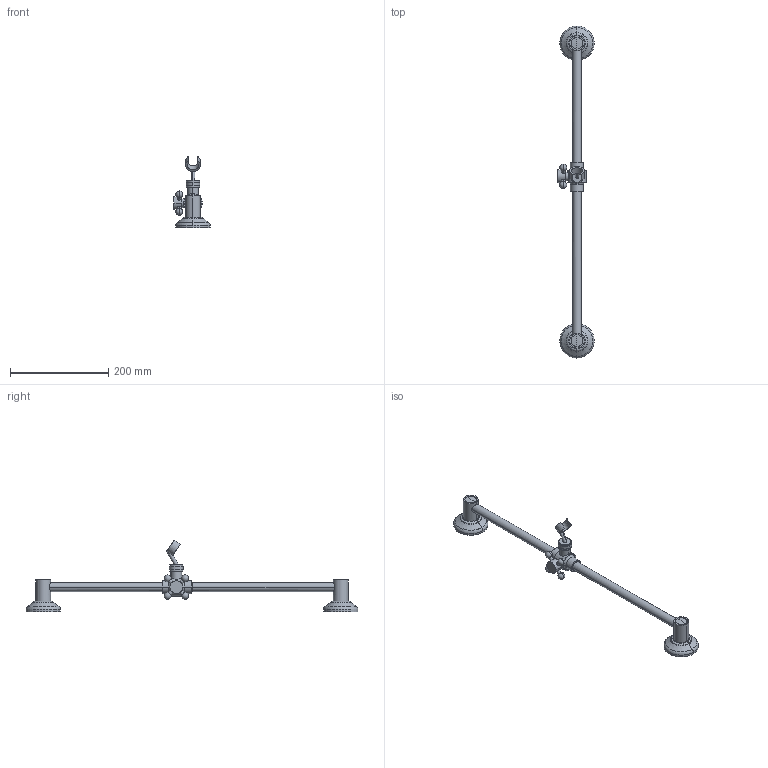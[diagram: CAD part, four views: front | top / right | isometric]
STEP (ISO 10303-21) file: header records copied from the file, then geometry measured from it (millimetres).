
FILE_DESCRIPTION((''),'2;1');
FILE_NAME('ZSAL021CR','2021-11-15T10:25:50',('ut3'),('PAFFONI SpA'),'CREO PARAMETRIC BY PTC INC, 2020044','CREO PARAMETRIC BY PTC INC, 2020044','');
FILE_SCHEMA(('CONFIG_CONTROL_DESIGN','SHAPE_APPEARANCE_LAYERS_GROUPS'));
Length unit declared in the file: millimetre
Products named in the file (1): ZSAL021CR
Bounding box: 74 x 675 x 145.12 mm (x, y, z)
Volume: 126881.7 mm3; surface area: 123725.4 mm2
Topology: 1 solids, 1 shells, 169 faces, 385 edges, 226 vertices
Faces by surface type: cylinder 77, plane 42, torus 30, cone 8, sphere 8, bspline 4
Entity records: 6937 total; most frequent: CARTESIAN_POINT 1867, DIRECTION 867, ORIENTED_EDGE 746, AXIS2_PLACEMENT_3D 377, EDGE_CURVE 373, VERTEX_POINT 226, CIRCLE 212, EDGE_LOOP 207
